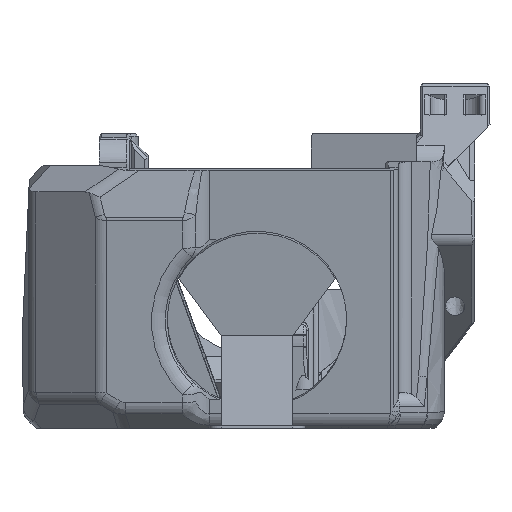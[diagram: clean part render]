
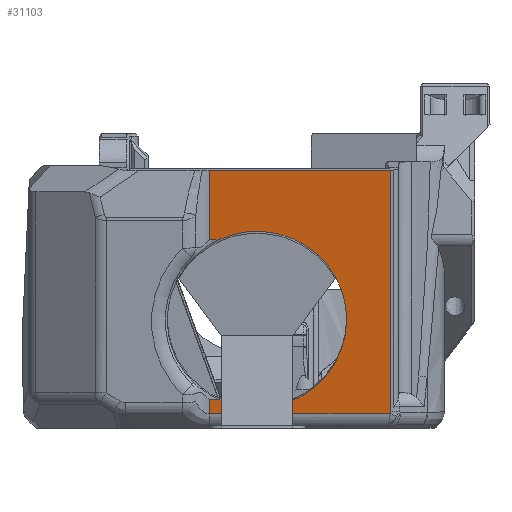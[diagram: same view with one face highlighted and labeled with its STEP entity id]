
A CAD part, left-side view. The second image highlights one B-rep face of the part: STEP entity #31103.
In plain terms, the highlighted planar face has unit normal (-0.985, 0, -0.174).
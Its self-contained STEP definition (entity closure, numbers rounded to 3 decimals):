
#845=ELLIPSE('',#33623,1.92,1.);
#1540=CIRCLE('',#33624,14.);
#3471=LINE('',#52826,#6284);
#3472=LINE('',#52828,#6285);
#3515=LINE('',#52994,#6328);
#3516=LINE('',#52999,#6329);
#3517=LINE('',#53001,#6330);
#6284=VECTOR('',#39133,1000.);
#6285=VECTOR('',#39136,1000.);
#6328=VECTOR('',#39227,1000.);
#6329=VECTOR('',#39234,1000.);
#6330=VECTOR('',#39235,1000.);
#12174=ORIENTED_EDGE('',*,*,#19611,.T.);
#12175=ORIENTED_EDGE('',*,*,#19674,.T.);
#12176=ORIENTED_EDGE('',*,*,#19672,.F.);
#12177=ORIENTED_EDGE('',*,*,#19675,.F.);
#12178=ORIENTED_EDGE('',*,*,#19676,.T.);
#12179=ORIENTED_EDGE('',*,*,#19677,.T.);
#12180=ORIENTED_EDGE('',*,*,#19678,.T.);
#12181=ORIENTED_EDGE('',*,*,#19614,.T.);
#12182=ORIENTED_EDGE('',*,*,#19612,.T.);
#19611=EDGE_CURVE('',#23486,#23558,#3471,.T.);
#19612=EDGE_CURVE('',#23559,#23486,#3472,.F.);
#19614=EDGE_CURVE('',#23560,#23559,#25015,.T.);
#19672=EDGE_CURVE('',#23599,#23600,#3515,.F.);
#19674=EDGE_CURVE('',#23558,#23600,#845,.F.);
#19675=EDGE_CURVE('',#23601,#23599,#3516,.T.);
#19676=EDGE_CURVE('',#23601,#23602,#3517,.F.);
#19677=EDGE_CURVE('',#23602,#23603,#25022,.F.);
#19678=EDGE_CURVE('',#23603,#23560,#1540,.T.);
#23486=VERTEX_POINT('',#52568);
#23558=VERTEX_POINT('',#52825);
#23559=VERTEX_POINT('',#52829);
#23560=VERTEX_POINT('',#52862);
#23599=VERTEX_POINT('',#52993);
#23600=VERTEX_POINT('',#52995);
#23601=VERTEX_POINT('',#53000);
#23602=VERTEX_POINT('',#53002);
#23603=VERTEX_POINT('',#53007);
#25015=B_SPLINE_CURVE_WITH_KNOTS('',3,(#52858,#52859,#52860,#52861),
 .UNSPECIFIED.,.F.,.F.,(4,4),(0.,0.001),.UNSPECIFIED.);
#25022=B_SPLINE_CURVE_WITH_KNOTS('',3,(#53003,#53004,#53005,#53006),
 .UNSPECIFIED.,.F.,.F.,(4,4),(0.,0.001),.UNSPECIFIED.);
#26300=EDGE_LOOP('',(#12174,#12175,#12176,#12177,#12178,#12179,#12180,#12181,
#12182));
#28220=FACE_BOUND('',#26300,.T.);
#29758=PLANE('',#33622);
#31103=ADVANCED_FACE('',(#28220),#29758,.F.);
#33622=AXIS2_PLACEMENT_3D('',#52997,#39230,#39231);
#33623=AXIS2_PLACEMENT_3D('',#52998,#39232,#39233);
#33624=AXIS2_PLACEMENT_3D('',#53008,#39236,#39237);
#39133=DIRECTION('',(0.,-1.,0.));
#39136=DIRECTION('',(-0.174,0.,0.985));
#39227=DIRECTION('',(-0.174,0.,0.985));
#39230=DIRECTION('',(0.985,0.,0.174));
#39231=DIRECTION('',(-0.174,0.,0.985));
#39232=DIRECTION('',(0.985,0.,0.174));
#39233=DIRECTION('',(0.126,-0.686,-0.716));
#39234=DIRECTION('',(0.,-1.,0.));
#39235=DIRECTION('',(-0.174,0.,0.985));
#39236=DIRECTION('',(0.985,0.,0.174));
#39237=DIRECTION('',(-0.174,0.,0.985));
#52568=CARTESIAN_POINT('',(-27.864,12.27,2.262));
#52825=CARTESIAN_POINT('',(-27.864,-15.951,2.262));
#52826=CARTESIAN_POINT('',(-27.864,-14.655,2.262));
#52828=CARTESIAN_POINT('',(-31.185,12.27,21.099));
#52829=CARTESIAN_POINT('',(-28.255,12.27,4.482));
#52858=CARTESIAN_POINT('',(-28.27,10.952,4.562));
#52859=CARTESIAN_POINT('',(-28.27,11.393,4.564));
#52860=CARTESIAN_POINT('',(-28.265,11.833,4.537));
#52861=CARTESIAN_POINT('',(-28.255,12.27,4.482));
#52862=CARTESIAN_POINT('',(-28.27,10.952,4.562));
#52993=CARTESIAN_POINT('',(-34.572,-16.002,40.304));
#52994=CARTESIAN_POINT('',(-7.663,-16.002,-112.301));
#52995=CARTESIAN_POINT('',(-27.916,-16.002,2.558));
#52997=CARTESIAN_POINT('',(-31.185,24.853,21.099));
#52998=CARTESIAN_POINT('',(-28.071,-14.497,3.435));
#52999=CARTESIAN_POINT('',(-34.572,24.853,40.304));
#53000=CARTESIAN_POINT('',(-34.572,12.27,40.304));
#53001=CARTESIAN_POINT('',(-31.185,12.27,21.099));
#53002=CARTESIAN_POINT('',(-32.66,12.27,29.463));
#53003=CARTESIAN_POINT('',(-32.646,10.952,29.383));
#53004=CARTESIAN_POINT('',(-32.646,11.393,29.381));
#53005=CARTESIAN_POINT('',(-32.651,11.833,29.409));
#53006=CARTESIAN_POINT('',(-32.66,12.27,29.463));
#53007=CARTESIAN_POINT('',(-32.646,10.952,29.383));
#53008=CARTESIAN_POINT('',(-30.458,4.853,16.973));
